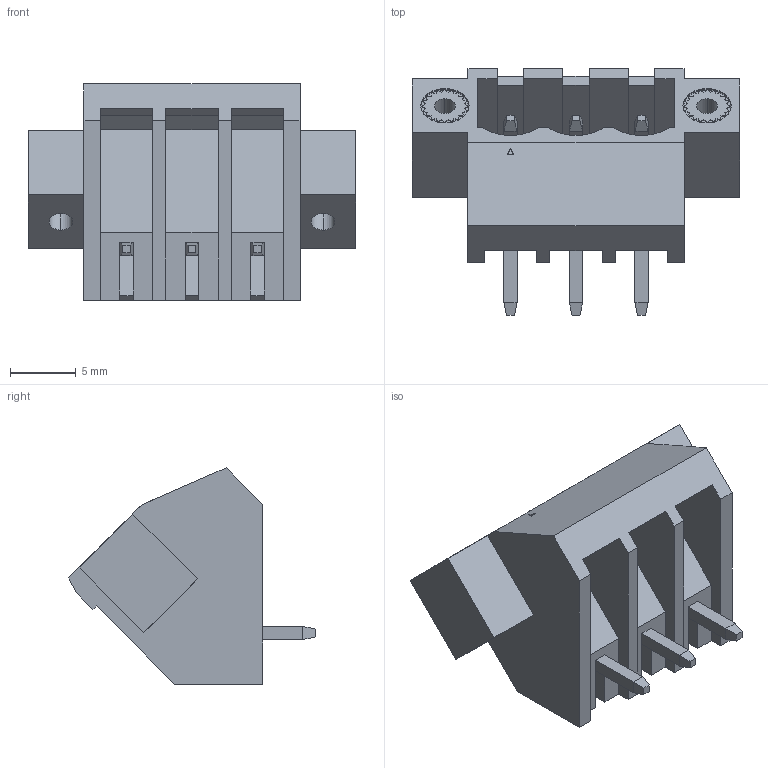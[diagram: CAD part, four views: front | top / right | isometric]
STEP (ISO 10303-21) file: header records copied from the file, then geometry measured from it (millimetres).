
FILE_DESCRIPTION (( 'STEP AP214' ), '1' );
FILE_NAME ('2EDGLM-5.0-03P-14-00AH.STEP', '2021-03-06T23:53:07', ( '' ), ( '' ), 'SwSTEP 2.0', 'SolidWorks 2020', '' );
FILE_SCHEMA (( 'AUTOMOTIVE_DESIGN' ));
Length unit declared in the file: millimetre
Products named in the file (1): 2EDGLM-5.0-03P-14-00AH
Bounding box: 25 x 18.8 x 16.5 mm (x, y, z)
Volume: 1605.4 mm3; surface area: 2719 mm2
Topology: 1 solids, 1 shells, 688 faces, 1858 edges, 1213 vertices
Faces by surface type: plane 497, bspline 145, cylinder 30, cone 10, torus 6
Entity records: 33781 total; most frequent: CARTESIAN_POINT 12403, ORIENTED_EDGE 3716, DIRECTION 2712, EDGE_CURVE 1858, VECTOR 1340, LINE 1340, VERTEX_POINT 1213, EDGE_LOOP 733
